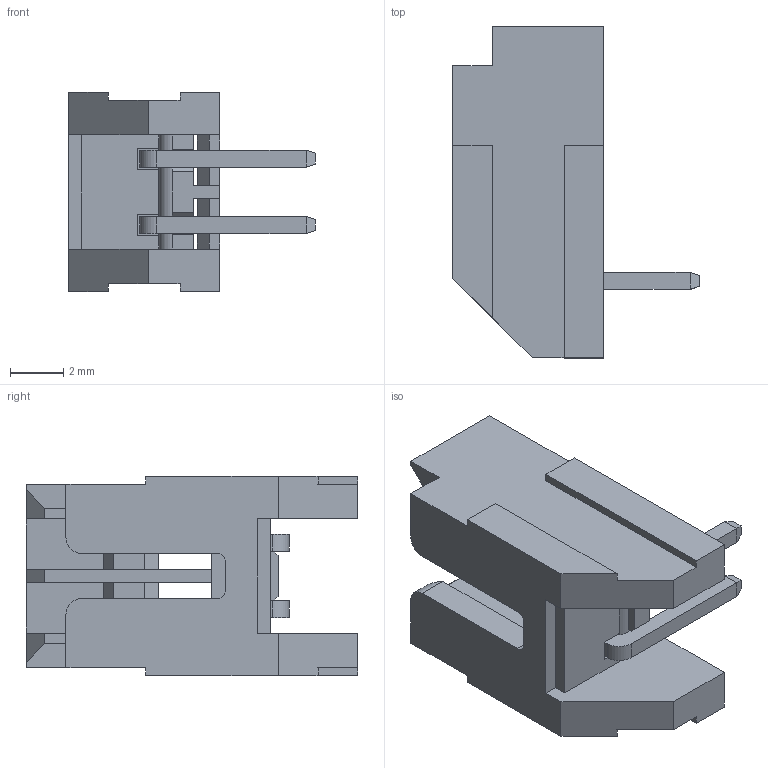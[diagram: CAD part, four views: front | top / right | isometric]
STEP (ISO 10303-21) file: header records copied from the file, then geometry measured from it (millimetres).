
FILE_DESCRIPTION(('CoCreate Modeling STEP Export'),'2;1');
FILE_NAME('DF1BZ-2P-2.5DS.stp','2012-01-06T13:51:59',(''),(''),'CoCreate Modeling STEP processor for AP214 (Solid Model)','CoCreate Modeling 17.0 01-Apr-2010 (C) Parametric Technology GmbH','');
FILE_SCHEMA(('AUTOMOTIVE_DESIGN { 1 0 10303 214 1 1 1 1 }'));
Length unit declared in the file: millimetre
Products named in the file (1): DF1BZ-2P-2.5DS
Bounding box: 9.3 x 12.5 x 7.5 mm (x, y, z)
Volume: 238.2 mm3; surface area: 566.7 mm2
Topology: 1 solids, 1 shells, 147 faces, 399 edges, 254 vertices
Faces by surface type: plane 138, cylinder 9
Entity records: 4641 total; most frequent: CARTESIAN_POINT 923, ORIENTED_EDGE 798, DIRECTION 709, EDGE_CURVE 399, VECTOR 373, LINE 373, VERTEX_POINT 254, AXIS2_PLACEMENT_3D 168
